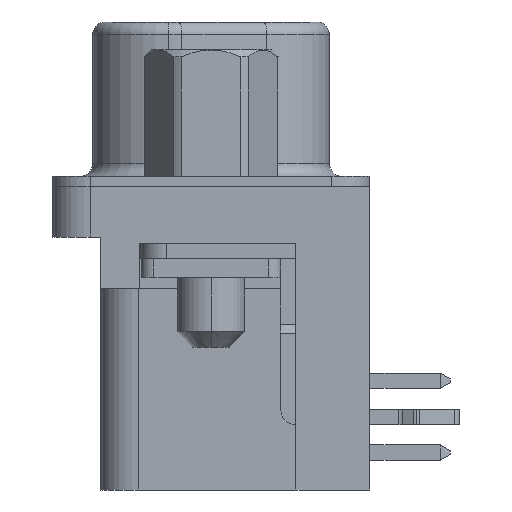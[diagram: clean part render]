
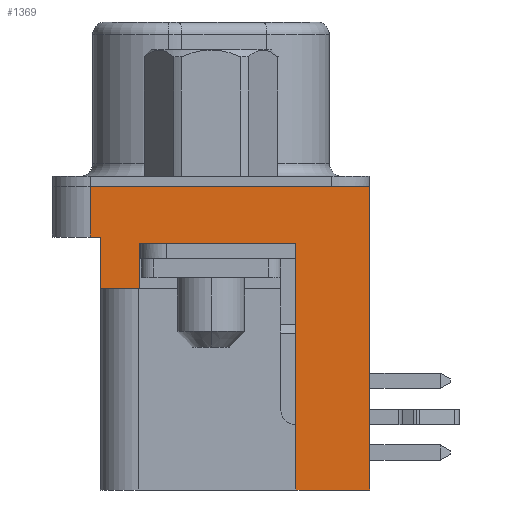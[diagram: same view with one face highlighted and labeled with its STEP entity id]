
A CAD part, left-side view. The second image highlights one B-rep face of the part: STEP entity #1369.
In plain terms, the highlighted planar face has unit normal (-1, 0, 0).
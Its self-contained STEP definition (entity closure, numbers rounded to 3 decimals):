
#1091 = EDGE_CURVE ( 'NONE', #5889, #5852, #12587, .T. ) ;
#1369 = ADVANCED_FACE ( 'NONE', ( #12753 ), #13607, .T. ) ;
#3417 = EDGE_LOOP ( 'NONE', ( #4420, #4421, #4422, #4423, #4424, #4425, #4426, #4427, #4428, #4429, #4430 ) ) ;
#4420 = ORIENTED_EDGE ( 'NONE', *, *, #7265, .F. ) ;
#4421 = ORIENTED_EDGE ( 'NONE', *, *, #1091, .F. ) ;
#4422 = ORIENTED_EDGE ( 'NONE', *, *, #7100, .T. ) ;
#4423 = ORIENTED_EDGE ( 'NONE', *, *, #7227, .T. ) ;
#4424 = ORIENTED_EDGE ( 'NONE', *, *, #7674, .T. ) ;
#4425 = ORIENTED_EDGE ( 'NONE', *, *, #7240, .F. ) ;
#4426 = ORIENTED_EDGE ( 'NONE', *, *, #7062, .F. ) ;
#4427 = ORIENTED_EDGE ( 'NONE', *, *, #7175, .F. ) ;
#4428 = ORIENTED_EDGE ( 'NONE', *, *, #7845, .F. ) ;
#4429 = ORIENTED_EDGE ( 'NONE', *, *, #7459, .T. ) ;
#4430 = ORIENTED_EDGE ( 'NONE', *, *, #7731, .F. ) ;
#5804 = VERTEX_POINT ( 'NONE', #21009 ) ;
#5806 = VERTEX_POINT ( 'NONE', #21011 ) ;
#5808 = VERTEX_POINT ( 'NONE', #21013 ) ;
#5812 = VERTEX_POINT ( 'NONE', #21017 ) ;
#5822 = VERTEX_POINT ( 'NONE', #21027 ) ;
#5828 = VERTEX_POINT ( 'NONE', #21033 ) ;
#5836 = VERTEX_POINT ( 'NONE', #21041 ) ;
#5845 = VERTEX_POINT ( 'NONE', #21050 ) ;
#5852 = VERTEX_POINT ( 'NONE', #21057 ) ;
#5886 = VERTEX_POINT ( 'NONE', #21091 ) ;
#5889 = VERTEX_POINT ( 'NONE', #21094 ) ;
#7062 = EDGE_CURVE ( 'NONE', #5822, #5845, #18199, .T. ) ;
#7100 = EDGE_CURVE ( 'NONE', #5889, #5886, #22299, .T. ) ;
#7175 = EDGE_CURVE ( 'NONE', #5828, #5822, #22421, .T. ) ;
#7227 = EDGE_CURVE ( 'NONE', #5886, #5812, #22498, .T. ) ;
#7240 = EDGE_CURVE ( 'NONE', #5845, #5836, #22504, .T. ) ;
#7265 = EDGE_CURVE ( 'NONE', #5852, #5808, #22519, .T. ) ;
#7459 = EDGE_CURVE ( 'NONE', #5806, #5804, #22663, .T. ) ;
#7674 = EDGE_CURVE ( 'NONE', #5812, #5836, #22821, .T. ) ;
#7731 = EDGE_CURVE ( 'NONE', #5808, #5804, #22862, .T. ) ;
#7845 = EDGE_CURVE ( 'NONE', #5806, #5828, #22942, .T. ) ;
#8416 = AXIS2_PLACEMENT_3D ( 'NONE', #13620, #13621, #13622 ) ;
#12587 = LINE ( 'NONE', #13342, #12589 ) ;
#12589 = VECTOR ( 'NONE', #13339, 1000. ) ;
#12753 = FACE_OUTER_BOUND ( 'NONE', #3417, .T. ) ;
#13339 = DIRECTION ( 'NONE',  ( 0., 1., 0. ) ) ;
#13342 = CARTESIAN_POINT ( 'NONE',  ( -34.659, 0., -2.25 ) ) ;
#13607 = PLANE ( 'NONE',  #8416 ) ;
#13620 = CARTESIAN_POINT ( 'NONE',  ( -34.659, 4.775, -12. ) ) ;
#13621 = DIRECTION ( 'NONE',  ( -1., 0., 0. ) ) ;
#13622 = DIRECTION ( 'NONE',  ( 0., 0., 1. ) ) ;
#18199 = LINE ( 'NONE', #21818, #18202 ) ;
#18202 = VECTOR ( 'NONE', #21819, 1000. ) ;
#21009 = CARTESIAN_POINT ( 'NONE',  ( -34.659, 4.374, -4.05 ) ) ;
#21011 = CARTESIAN_POINT ( 'NONE',  ( -34.659, 4.374, -2. ) ) ;
#21013 = CARTESIAN_POINT ( 'NONE',  ( -34.659, 2.824, -4.05 ) ) ;
#21017 = CARTESIAN_POINT ( 'NONE',  ( -34.659, -6.276, -12. ) ) ;
#21027 = CARTESIAN_POINT ( 'NONE',  ( -34.659, 4.775, 0. ) ) ;
#21033 = CARTESIAN_POINT ( 'NONE',  ( -34.659, 4.775, -2. ) ) ;
#21041 = CARTESIAN_POINT ( 'NONE',  ( -34.659, -6.276, 0. ) ) ;
#21050 = CARTESIAN_POINT ( 'NONE',  ( -34.659, -4.83, 0. ) ) ;
#21057 = CARTESIAN_POINT ( 'NONE',  ( -34.659, 2.824, -2.25 ) ) ;
#21091 = CARTESIAN_POINT ( 'NONE',  ( -34.659, -3.356, -12. ) ) ;
#21094 = CARTESIAN_POINT ( 'NONE',  ( -34.659, -3.356, -2.25 ) ) ;
#21818 = CARTESIAN_POINT ( 'NONE',  ( -34.659, 4.775, 0. ) ) ;
#21819 = DIRECTION ( 'NONE',  ( 0., -1., 0. ) ) ;
#21911 = DIRECTION ( 'NONE',  ( 0., 0., -1. ) ) ;
#21915 = CARTESIAN_POINT ( 'NONE',  ( -34.659, -3.356, -4.05 ) ) ;
#22092 = DIRECTION ( 'NONE',  ( 0., 0., 1. ) ) ;
#22097 = CARTESIAN_POINT ( 'NONE',  ( -34.659, 4.775, -12. ) ) ;
#22203 = DIRECTION ( 'NONE',  ( 0., -1., 0. ) ) ;
#22207 = CARTESIAN_POINT ( 'NONE',  ( -34.659, 4.775, -12. ) ) ;
#22223 = CARTESIAN_POINT ( 'NONE',  ( -34.659, 4.775, 0. ) ) ;
#22224 = DIRECTION ( 'NONE',  ( 0., -1., 0. ) ) ;
#22265 = DIRECTION ( 'NONE',  ( 0., 0., -1. ) ) ;
#22266 = CARTESIAN_POINT ( 'NONE',  ( -34.659, 2.824, -2.25 ) ) ;
#22299 = LINE ( 'NONE', #21915, #22304 ) ;
#22304 = VECTOR ( 'NONE', #21911, 1000. ) ;
#22421 = LINE ( 'NONE', #22097, #22424 ) ;
#22424 = VECTOR ( 'NONE', #22092, 1000. ) ;
#22498 = LINE ( 'NONE', #22207, #22500 ) ;
#22500 = VECTOR ( 'NONE', #22203, 1000. ) ;
#22504 = LINE ( 'NONE', #22223, #22508 ) ;
#22508 = VECTOR ( 'NONE', #22224, 1000. ) ;
#22519 = LINE ( 'NONE', #22266, #22522 ) ;
#22522 = VECTOR ( 'NONE', #22265, 1000. ) ;
#22663 = LINE ( 'NONE', #23256, #22668 ) ;
#22668 = VECTOR ( 'NONE', #23260, 1000. ) ;
#22821 = LINE ( 'NONE', #23500, #22824 ) ;
#22824 = VECTOR ( 'NONE', #23501, 1000. ) ;
#22862 = LINE ( 'NONE', #23567, #22865 ) ;
#22865 = VECTOR ( 'NONE', #23560, 1000. ) ;
#22942 = LINE ( 'NONE', #23694, #22948 ) ;
#22948 = VECTOR ( 'NONE', #23699, 1000. ) ;
#23256 = CARTESIAN_POINT ( 'NONE',  ( -34.659, 4.374, -2. ) ) ;
#23260 = DIRECTION ( 'NONE',  ( 0., 0., -1. ) ) ;
#23500 = CARTESIAN_POINT ( 'NONE',  ( -34.659, -6.276, -12. ) ) ;
#23501 = DIRECTION ( 'NONE',  ( 0., 0., 1. ) ) ;
#23560 = DIRECTION ( 'NONE',  ( 0., 1., 0. ) ) ;
#23567 = CARTESIAN_POINT ( 'NONE',  ( -34.659, 4.775, -4.05 ) ) ;
#23694 = CARTESIAN_POINT ( 'NONE',  ( -34.659, 0., -2. ) ) ;
#23699 = DIRECTION ( 'NONE',  ( 0., 1., 0. ) ) ;
